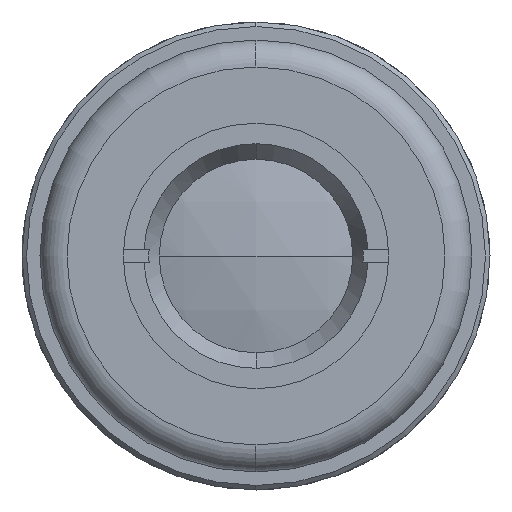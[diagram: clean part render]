
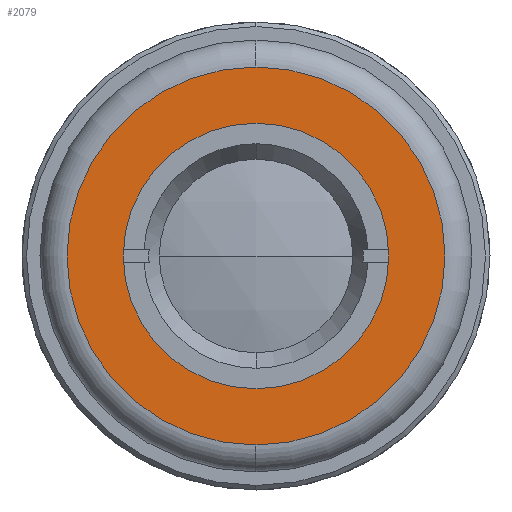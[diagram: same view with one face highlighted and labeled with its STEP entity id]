
A CAD part, left-side view. The second image highlights one B-rep face of the part: STEP entity #2079.
In plain terms, the highlighted planar face has unit normal (-1, 0, 0).
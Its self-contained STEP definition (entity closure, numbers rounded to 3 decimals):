
#76 = AXIS2_PLACEMENT_3D ( 'NONE', #3705, #3470, #529 ) ;
#145 = ORIENTED_EDGE ( 'NONE', *, *, #1078, .T. ) ;
#213 = VERTEX_POINT ( 'NONE', #2949 ) ;
#460 = CARTESIAN_POINT ( 'NONE',  ( -33.9, 0., -21. ) ) ;
#529 = DIRECTION ( 'NONE',  ( 0., 0., -1. ) ) ;
#654 = AXIS2_PLACEMENT_3D ( 'NONE', #3311, #2413, #1558 ) ;
#762 = EDGE_LOOP ( 'NONE', ( #3364, #145 ) ) ;
#821 = DIRECTION ( 'NONE',  ( -1., 0., 0. ) ) ;
#851 = DIRECTION ( 'NONE',  ( 0., 0., -1. ) ) ;
#1074 = AXIS2_PLACEMENT_3D ( 'NONE', #3459, #2256, #2328 ) ;
#1078 = EDGE_CURVE ( 'NONE', #2679, #1895, #2284, .T. ) ;
#1110 = FACE_BOUND ( 'NONE', #2740, .T. ) ;
#1186 = EDGE_CURVE ( 'NONE', #2147, #213, #2766, .T. ) ;
#1255 = CIRCLE ( 'NONE', #1074, 14.75 ) ;
#1505 = CARTESIAN_POINT ( 'NONE',  ( -33.9, 0., -14.75 ) ) ;
#1558 = DIRECTION ( 'NONE',  ( 0., 0., -1. ) ) ;
#1608 = EDGE_CURVE ( 'NONE', #213, #2147, #1255, .T. ) ;
#1618 = AXIS2_PLACEMENT_3D ( 'NONE', #2270, #3475, #851 ) ;
#1895 = VERTEX_POINT ( 'NONE', #460 ) ;
#2079 = ADVANCED_FACE ( 'NONE', ( #2899, #1110 ), #3146, .F. ) ;
#2147 = VERTEX_POINT ( 'NONE', #1505 ) ;
#2233 = CIRCLE ( 'NONE', #76, 21. ) ;
#2256 = DIRECTION ( 'NONE',  ( -1., 0., 0. ) ) ;
#2270 = CARTESIAN_POINT ( 'NONE',  ( -33.9, 24., 0. ) ) ;
#2276 = CARTESIAN_POINT ( 'NONE',  ( -33.9, 0., 21. ) ) ;
#2284 = CIRCLE ( 'NONE', #654, 21. ) ;
#2328 = DIRECTION ( 'NONE',  ( 0., 0., 1. ) ) ;
#2336 = ORIENTED_EDGE ( 'NONE', *, *, #1186, .F. ) ;
#2352 = EDGE_CURVE ( 'NONE', #1895, #2679, #2233, .T. ) ;
#2413 = DIRECTION ( 'NONE',  ( -1., 0., 0. ) ) ;
#2550 = CARTESIAN_POINT ( 'NONE',  ( -33.9, 0., 0. ) ) ;
#2620 = ORIENTED_EDGE ( 'NONE', *, *, #1608, .F. ) ;
#2679 = VERTEX_POINT ( 'NONE', #2276 ) ;
#2740 = EDGE_LOOP ( 'NONE', ( #2620, #2336 ) ) ;
#2766 = CIRCLE ( 'NONE', #2830, 14.75 ) ;
#2830 = AXIS2_PLACEMENT_3D ( 'NONE', #2550, #821, #2875 ) ;
#2875 = DIRECTION ( 'NONE',  ( 0., 0., 1. ) ) ;
#2899 = FACE_OUTER_BOUND ( 'NONE', #762, .T. ) ;
#2949 = CARTESIAN_POINT ( 'NONE',  ( -33.9, 0., 14.75 ) ) ;
#3146 = PLANE ( 'NONE',  #1618 ) ;
#3311 = CARTESIAN_POINT ( 'NONE',  ( -33.9, 0., 0. ) ) ;
#3364 = ORIENTED_EDGE ( 'NONE', *, *, #2352, .T. ) ;
#3459 = CARTESIAN_POINT ( 'NONE',  ( -33.9, 0., 0. ) ) ;
#3470 = DIRECTION ( 'NONE',  ( -1., 0., 0. ) ) ;
#3475 = DIRECTION ( 'NONE',  ( 1., 0., 0. ) ) ;
#3705 = CARTESIAN_POINT ( 'NONE',  ( -33.9, 0., 0. ) ) ;
